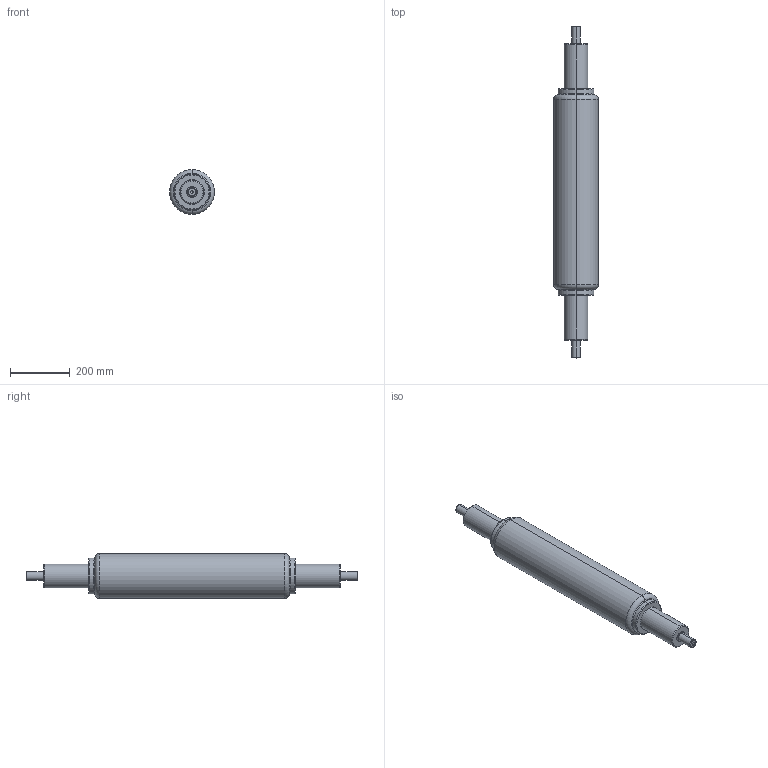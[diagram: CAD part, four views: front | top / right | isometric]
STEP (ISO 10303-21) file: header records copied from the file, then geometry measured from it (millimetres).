
FILE_DESCRIPTION (( 'STEP AP214' ), '1' );
FILE_NAME ('ASS.STEP', '2021-05-09T17:33:07', ( '' ), ( '' ), 'SwSTEP 2.0', 'SolidWorks 2021', '' );
FILE_SCHEMA (( 'AUTOMOTIVE_DESIGN' ));
Length unit declared in the file: millimetre
Products named in the file (1): ASS
Bounding box: 150 x 1110 x 150 mm (x, y, z)
Volume: 13488490.7 mm3; surface area: 434031.6 mm2
Topology: 1 solids, 1 shells, 52 faces, 106 edges, 58 vertices
Faces by surface type: torus 28, cylinder 14, plane 6, cone 4
Entity records: 1384 total; most frequent: DIRECTION 292, CARTESIAN_POINT 213, ORIENTED_EDGE 204, AXIS2_PLACEMENT_3D 137, EDGE_CURVE 102, CIRCLE 84, VERTEX_POINT 58, EDGE_LOOP 58
